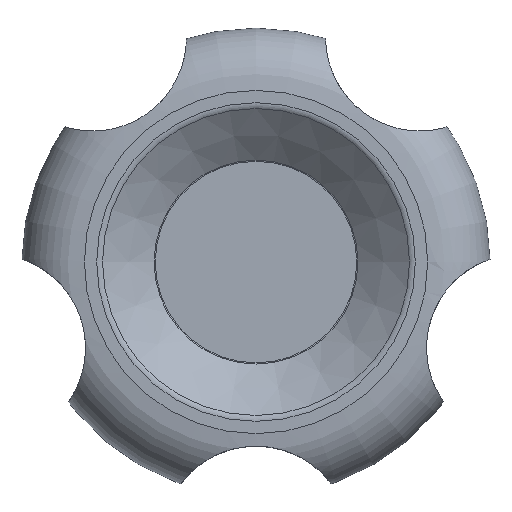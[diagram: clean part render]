
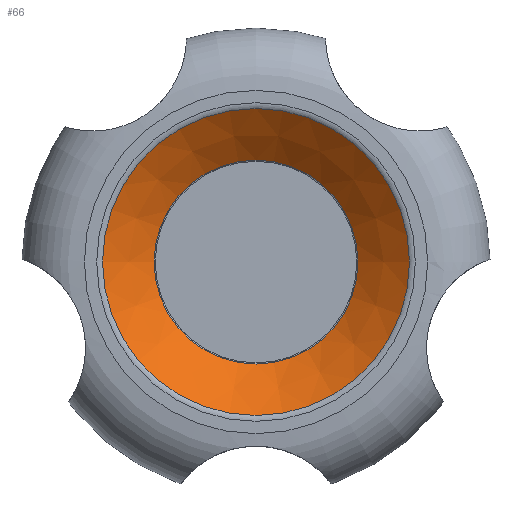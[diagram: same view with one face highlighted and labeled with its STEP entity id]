
A CAD part, top view. The second image highlights one B-rep face of the part: STEP entity #66.
In plain terms, the highlighted conical face has half-angle 51.34 degrees and reference radius 25 mm.
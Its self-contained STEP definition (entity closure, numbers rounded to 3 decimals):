
#66 = ADVANCED_FACE( '', ( #152, #153 ), #154, .F. );
#152 = FACE_BOUND( '', #254, .T. );
#153 = FACE_OUTER_BOUND( '', #255, .T. );
#154 = CONICAL_SURFACE( '', #256, 25., 0.896 );
#254 = EDGE_LOOP( '', ( #368 ) );
#255 = EDGE_LOOP( '', ( #369 ) );
#256 = AXIS2_PLACEMENT_3D( '', #370, #371, #372 );
#368 = ORIENTED_EDGE( '', *, *, #479, .T. );
#369 = ORIENTED_EDGE( '', *, *, #480, .T. );
#370 = CARTESIAN_POINT( '', ( 0., 0., 28. ) );
#371 = DIRECTION( '', ( 0., 0., 1. ) );
#372 = DIRECTION( '', ( 1., 0., 0. ) );
#479 = EDGE_CURVE( '', #543, #543, #544, .F. );
#480 = EDGE_CURVE( '', #545, #545, #546, .F. );
#543 = VERTEX_POINT( '', #1140 );
#544 = CIRCLE( '', #1141, 16.332 );
#545 = VERTEX_POINT( '', #1142 );
#546 = CIRCLE( '', #1143, 24.589 );
#1140 = CARTESIAN_POINT( '', ( 16.332, 0., 21.066 ) );
#1141 = AXIS2_PLACEMENT_3D( '', #1201, #1202, #1203 );
#1142 = CARTESIAN_POINT( '', ( -24.589, 0., 27.671 ) );
#1143 = AXIS2_PLACEMENT_3D( '', #1204, #1205, #1206 );
#1201 = CARTESIAN_POINT( '', ( 0., 0., 21.066 ) );
#1202 = DIRECTION( '', ( 0., 0., 1. ) );
#1203 = DIRECTION( '', ( 1., 0., 0. ) );
#1204 = CARTESIAN_POINT( '', ( 0., 0., 27.671 ) );
#1205 = DIRECTION( '', ( 0., 0., -1. ) );
#1206 = DIRECTION( '', ( -1., 0., 0. ) );
